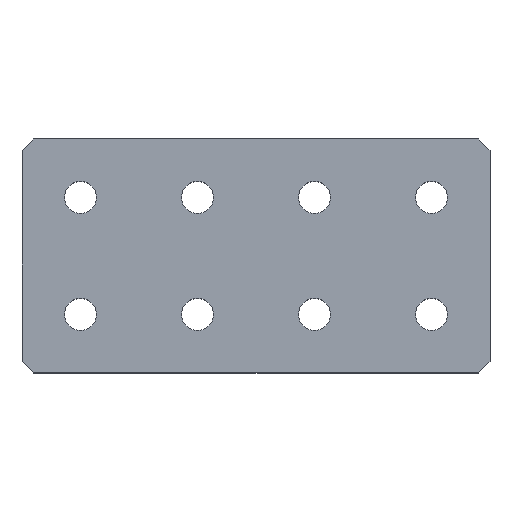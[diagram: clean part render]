
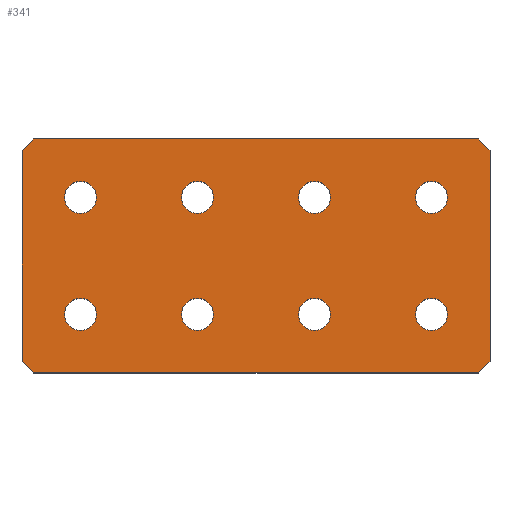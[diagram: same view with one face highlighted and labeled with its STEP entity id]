
A CAD part, top view. The second image highlights one B-rep face of the part: STEP entity #341.
In plain terms, the highlighted planar face has unit normal (0, 0, 1).
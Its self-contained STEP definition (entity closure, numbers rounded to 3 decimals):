
#13=LINE($,#524,#37);
#17=LINE($,#532,#41);
#20=LINE($,#538,#44);
#21=LINE($,#540,#45);
#22=LINE($,#542,#46);
#23=LINE($,#544,#47);
#24=LINE($,#546,#48);
#25=LINE($,#547,#49);
#37=VECTOR($,#438,2.828);
#41=VECTOR($,#444,76.);
#44=VECTOR($,#449,36.);
#45=VECTOR($,#450,2.828);
#46=VECTOR($,#451,76.);
#47=VECTOR($,#452,2.828);
#48=VECTOR($,#453,36.);
#49=VECTOR($,#454,2.828);
#63=PLANE($,#378);
#79=FACE_BOUND($,#131,.T.);
#80=FACE_BOUND($,#132,.T.);
#81=FACE_BOUND($,#133,.T.);
#82=FACE_BOUND($,#134,.T.);
#83=FACE_BOUND($,#135,.T.);
#84=FACE_BOUND($,#136,.T.);
#85=FACE_BOUND($,#137,.T.);
#86=FACE_BOUND($,#138,.T.);
#87=FACE_BOUND($,#139,.T.);
#131=EDGE_LOOP($,(#267));
#132=EDGE_LOOP($,(#268));
#133=EDGE_LOOP($,(#269));
#134=EDGE_LOOP($,(#270));
#135=EDGE_LOOP($,(#271));
#136=EDGE_LOOP($,(#272));
#137=EDGE_LOOP($,(#273));
#138=EDGE_LOOP($,(#274));
#139=EDGE_LOOP($,(#275,#276,#277,#278,#279,#280,#281,#282));
#156=CIRCLE($,#354,2.75);
#158=CIRCLE($,#357,2.75);
#160=CIRCLE($,#360,2.75);
#162=CIRCLE($,#363,2.75);
#164=CIRCLE($,#366,2.75);
#166=CIRCLE($,#369,2.75);
#168=CIRCLE($,#372,2.75);
#170=CIRCLE($,#375,2.75);
#172=VERTEX_POINT($,#484);
#174=VERTEX_POINT($,#489);
#176=VERTEX_POINT($,#494);
#178=VERTEX_POINT($,#499);
#180=VERTEX_POINT($,#504);
#182=VERTEX_POINT($,#509);
#184=VERTEX_POINT($,#514);
#186=VERTEX_POINT($,#519);
#187=VERTEX_POINT($,#522);
#188=VERTEX_POINT($,#523);
#191=VERTEX_POINT($,#531);
#193=VERTEX_POINT($,#537);
#194=VERTEX_POINT($,#539);
#195=VERTEX_POINT($,#541);
#196=VERTEX_POINT($,#543);
#197=VERTEX_POINT($,#545);
#204=EDGE_CURVE($,#172,#172,#156,.T.);
#206=EDGE_CURVE($,#174,#174,#158,.T.);
#208=EDGE_CURVE($,#176,#176,#160,.T.);
#210=EDGE_CURVE($,#178,#178,#162,.T.);
#212=EDGE_CURVE($,#180,#180,#164,.T.);
#214=EDGE_CURVE($,#182,#182,#166,.T.);
#216=EDGE_CURVE($,#184,#184,#168,.T.);
#218=EDGE_CURVE($,#186,#186,#170,.T.);
#219=EDGE_CURVE($,#187,#188,#13,.T.);
#223=EDGE_CURVE($,#191,#188,#17,.T.);
#226=EDGE_CURVE($,#187,#193,#20,.T.);
#227=EDGE_CURVE($,#194,#193,#21,.T.);
#228=EDGE_CURVE($,#194,#195,#22,.T.);
#229=EDGE_CURVE($,#196,#195,#23,.T.);
#230=EDGE_CURVE($,#196,#197,#24,.T.);
#231=EDGE_CURVE($,#191,#197,#25,.T.);
#267=ORIENTED_EDGE($,*,*,#204,.T.);
#268=ORIENTED_EDGE($,*,*,#206,.T.);
#269=ORIENTED_EDGE($,*,*,#208,.T.);
#270=ORIENTED_EDGE($,*,*,#210,.T.);
#271=ORIENTED_EDGE($,*,*,#212,.T.);
#272=ORIENTED_EDGE($,*,*,#214,.T.);
#273=ORIENTED_EDGE($,*,*,#216,.T.);
#274=ORIENTED_EDGE($,*,*,#218,.T.);
#275=ORIENTED_EDGE($,*,*,#219,.F.);
#276=ORIENTED_EDGE($,*,*,#226,.T.);
#277=ORIENTED_EDGE($,*,*,#227,.F.);
#278=ORIENTED_EDGE($,*,*,#228,.T.);
#279=ORIENTED_EDGE($,*,*,#229,.F.);
#280=ORIENTED_EDGE($,*,*,#230,.T.);
#281=ORIENTED_EDGE($,*,*,#231,.F.);
#282=ORIENTED_EDGE($,*,*,#223,.T.);
#341=ADVANCED_FACE($,(#79,#80,#81,#82,#83,#84,#85,#86,#87),#63,.T.);
#354=AXIS2_PLACEMENT_3D($,#485,#392,#393);
#357=AXIS2_PLACEMENT_3D($,#490,#398,#399);
#360=AXIS2_PLACEMENT_3D($,#495,#404,#405);
#363=AXIS2_PLACEMENT_3D($,#500,#410,#411);
#366=AXIS2_PLACEMENT_3D($,#505,#416,#417);
#369=AXIS2_PLACEMENT_3D($,#510,#422,#423);
#372=AXIS2_PLACEMENT_3D($,#515,#428,#429);
#375=AXIS2_PLACEMENT_3D($,#520,#434,#435);
#378=AXIS2_PLACEMENT_3D($,#536,#447,#448);
#392=DIRECTION('center_axis',(0.,0.,-1.));
#393=DIRECTION('ref_axis',(1.,0.,0.));
#398=DIRECTION('center_axis',(0.,0.,-1.));
#399=DIRECTION('ref_axis',(1.,0.,0.));
#404=DIRECTION('center_axis',(0.,0.,-1.));
#405=DIRECTION('ref_axis',(1.,0.,0.));
#410=DIRECTION('center_axis',(0.,0.,-1.));
#411=DIRECTION('ref_axis',(1.,0.,0.));
#416=DIRECTION('center_axis',(0.,0.,-1.));
#417=DIRECTION('ref_axis',(1.,0.,0.));
#422=DIRECTION('center_axis',(0.,0.,-1.));
#423=DIRECTION('ref_axis',(1.,0.,0.));
#428=DIRECTION('center_axis',(0.,0.,-1.));
#429=DIRECTION('ref_axis',(1.,0.,0.));
#434=DIRECTION('center_axis',(0.,0.,-1.));
#435=DIRECTION('ref_axis',(1.,0.,0.));
#438=DIRECTION($,(-0.707,-0.707,0.));
#444=DIRECTION($,(1.,0.,0.));
#447=DIRECTION('center_axis',(0.,0.,1.));
#448=DIRECTION('ref_axis',(1.,0.,0.));
#449=DIRECTION($,(0.,1.,0.));
#450=DIRECTION($,(0.707,-0.707,0.));
#451=DIRECTION($,(-1.,0.,0.));
#452=DIRECTION($,(0.707,0.707,0.));
#453=DIRECTION($,(0.,-1.,0.));
#454=DIRECTION($,(-0.707,0.707,0.));
#484=CARTESIAN_POINT('',(-7.25,-10.,5.));
#485=CARTESIAN_POINT('Origin',(-10.,-10.,5.));
#489=CARTESIAN_POINT('',(32.75,-10.,5.));
#490=CARTESIAN_POINT('Origin',(30.,-10.,5.));
#494=CARTESIAN_POINT('',(12.75,10.,5.));
#495=CARTESIAN_POINT('Origin',(10.,10.,5.));
#499=CARTESIAN_POINT('',(-27.25,10.,5.));
#500=CARTESIAN_POINT('Origin',(-30.,10.,5.));
#504=CARTESIAN_POINT('',(-7.25,10.,5.));
#505=CARTESIAN_POINT('Origin',(-10.,10.,5.));
#509=CARTESIAN_POINT('',(32.75,10.,5.));
#510=CARTESIAN_POINT('Origin',(30.,10.,5.));
#514=CARTESIAN_POINT('',(12.75,-10.,5.));
#515=CARTESIAN_POINT('Origin',(10.,-10.,5.));
#519=CARTESIAN_POINT('',(-27.25,-10.,5.));
#520=CARTESIAN_POINT('Origin',(-30.,-10.,5.));
#522=CARTESIAN_POINT('',(40.,-18.,5.));
#523=CARTESIAN_POINT('',(38.,-20.,5.));
#524=CARTESIAN_POINT($,(34.,-24.,5.));
#531=CARTESIAN_POINT('',(-38.,-20.,5.));
#532=CARTESIAN_POINT($,(-40.,-20.,5.));
#536=CARTESIAN_POINT('Origin',(0.,0.,5.));
#537=CARTESIAN_POINT('',(40.,18.,5.));
#538=CARTESIAN_POINT($,(40.,-20.,5.));
#539=CARTESIAN_POINT('',(38.,20.,5.));
#540=CARTESIAN_POINT($,(34.,24.,5.));
#541=CARTESIAN_POINT('',(-38.,20.,5.));
#542=CARTESIAN_POINT($,(40.,20.,5.));
#543=CARTESIAN_POINT('',(-40.,18.,5.));
#544=CARTESIAN_POINT($,(-34.,24.,5.));
#545=CARTESIAN_POINT('',(-40.,-18.,5.));
#546=CARTESIAN_POINT($,(-40.,20.,5.));
#547=CARTESIAN_POINT($,(-34.,-24.,5.));
